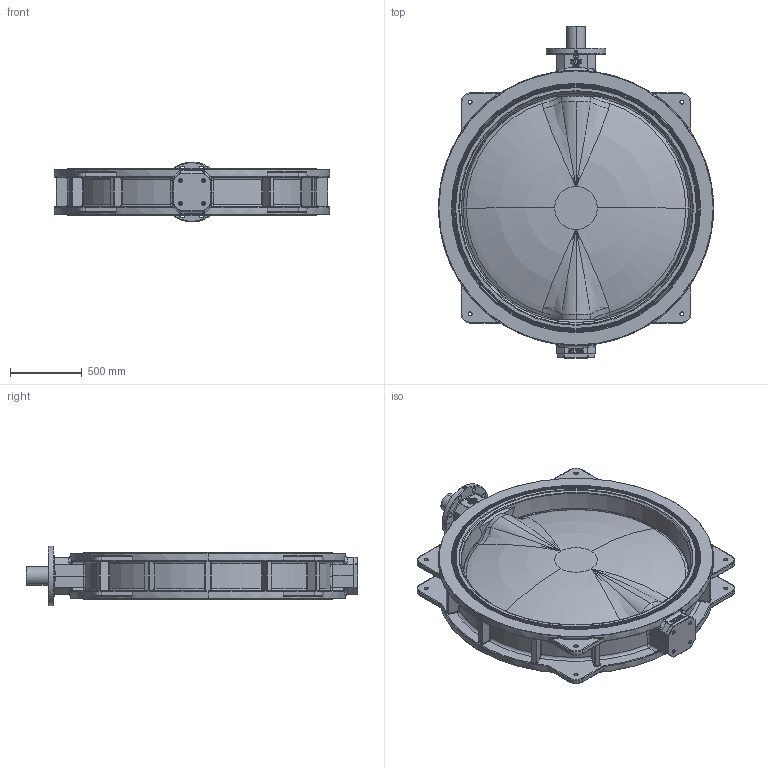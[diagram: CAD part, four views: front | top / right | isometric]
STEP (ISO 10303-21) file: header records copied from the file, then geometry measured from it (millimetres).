
FILE_DESCRIPTION (( 'STEP AP214' ), '1' );
FILE_NAME ('D41600.__.step', '2013-07-30T15:01:06', ( 'mbuehlmann' ), ( '' ), 'SwSTEP 2.0', 'SolidWorks 2012', '' );
FILE_SCHEMA (( 'AUTOMOTIVE_DESIGN' ));
Length unit declared in the file: millimetre
Products named in the file (1): D41600.__
Bounding box: 1923.67 x 2320 x 418 mm (x, y, z)
Volume: 348717627.5 mm3; surface area: 15160001.4 mm2
Topology: 1 solids, 3 shells, 1523 faces, 3753 edges, 2273 vertices
Faces by surface type: bspline 466, plane 390, cylinder 330, cone 194, torus 123, sphere 20
Entity records: 100042 total; most frequent: CARTESIAN_POINT 51081, ORIENTED_EDGE 7462, DIRECTION 5592, EDGE_CURVE 3731, VERTEX_POINT 2273, AXIS2_PLACEMENT_3D 2061, EDGE_LOOP 1640, FACE_OUTER_BOUND 1523
